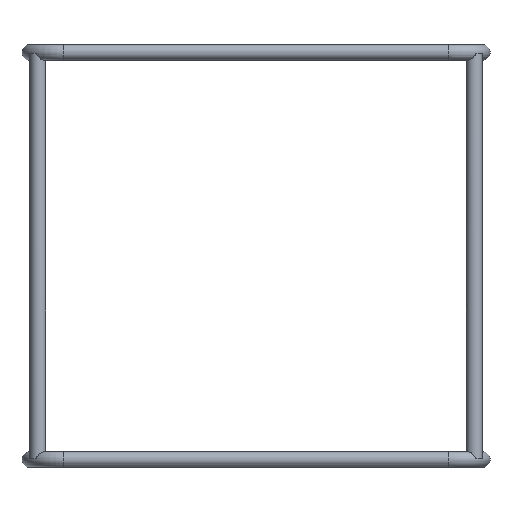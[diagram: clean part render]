
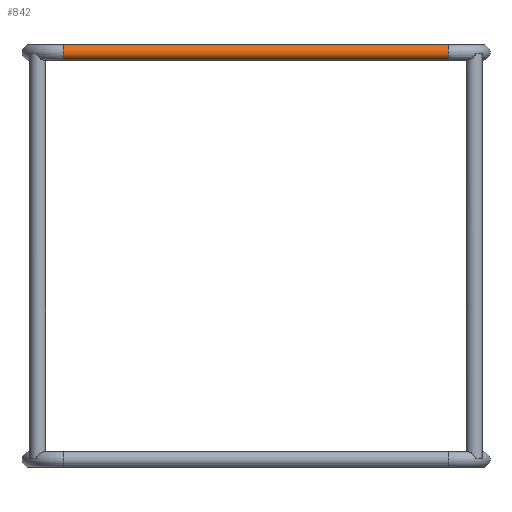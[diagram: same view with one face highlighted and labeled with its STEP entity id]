
A CAD part, left-side view. The second image highlights one B-rep face of the part: STEP entity #842.
In plain terms, the highlighted cylindrical face has radius 35 mm (diameter 70 mm), a partial arc.
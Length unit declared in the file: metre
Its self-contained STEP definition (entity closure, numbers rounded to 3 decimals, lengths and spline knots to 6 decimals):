
#19=LINE('',#1706,#35);
#20=LINE('',#1707,#36);
#35=VECTOR('',#1057,0.01);
#36=VECTOR('',#1058,0.01);
#54=CYLINDRICAL_SURFACE('',#937,0.035);
#170=FACE_OUTER_BOUND('',#210,.T.);
#210=EDGE_LOOP('',(#659,#660,#661,#662));
#266=CIRCLE('',#938,0.035);
#267=CIRCLE('',#939,0.035);
#323=VERTEX_POINT('',#1503);
#329=VERTEX_POINT('',#1535);
#338=VERTEX_POINT('',#1661);
#339=VERTEX_POINT('',#1668);
#451=EDGE_CURVE('',#323,#338,#19,.T.);
#452=EDGE_CURVE('',#339,#329,#20,.T.);
#487=EDGE_CURVE('',#339,#338,#266,.T.);
#488=EDGE_CURVE('',#329,#323,#267,.T.);
#659=ORIENTED_EDGE('',*,*,#451,.T.);
#660=ORIENTED_EDGE('',*,*,#487,.F.);
#661=ORIENTED_EDGE('',*,*,#452,.T.);
#662=ORIENTED_EDGE('',*,*,#488,.T.);
#842=ADVANCED_FACE('',(#170),#54,.T.);
#937=AXIS2_PLACEMENT_3D('',#1886,#1100,#1101);
#938=AXIS2_PLACEMENT_3D('',#1887,#1102,#1103);
#939=AXIS2_PLACEMENT_3D('',#1888,#1104,#1105);
#1057=DIRECTION('',(0.,-1.,0.));
#1058=DIRECTION('',(0.,1.,0.));
#1100=DIRECTION('center_axis',(0.,-1.,0.));
#1101=DIRECTION('ref_axis',(-1.,0.,0.));
#1102=DIRECTION('center_axis',(0.,-1.,0.));
#1103=DIRECTION('ref_axis',(-1.,0.,0.));
#1104=DIRECTION('center_axis',(0.,-1.,0.));
#1105=DIRECTION('ref_axis',(-1.,0.,0.));
#1503=CARTESIAN_POINT('',(-1.499793,0.85,1.765398));
#1535=CARTESIAN_POINT('',(-1.499793,0.85,1.834602));
#1661=CARTESIAN_POINT('',(-1.499793,-0.85,1.765398));
#1668=CARTESIAN_POINT('',(-1.499793,-0.85,1.834602));
#1706=CARTESIAN_POINT('',(-1.499793,0.85,1.765398));
#1707=CARTESIAN_POINT('',(-1.499793,0.85,1.834602));
#1886=CARTESIAN_POINT('Origin',(-1.505054,0.,1.8));
#1887=CARTESIAN_POINT('Origin',(-1.505054,-0.85,1.8));
#1888=CARTESIAN_POINT('Origin',(-1.505054,0.85,1.8));
